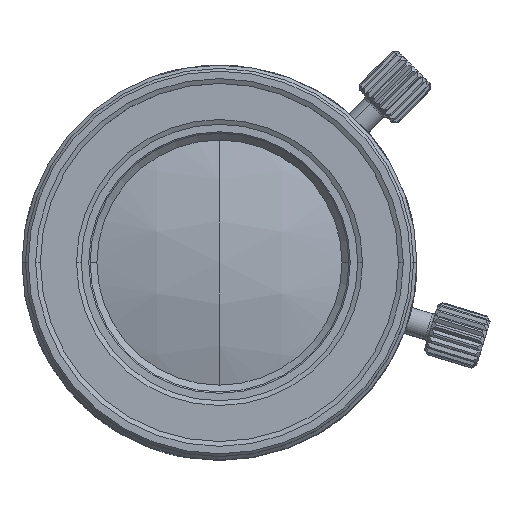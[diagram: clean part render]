
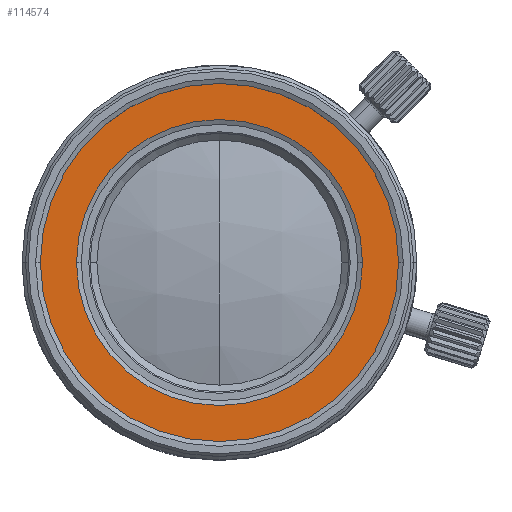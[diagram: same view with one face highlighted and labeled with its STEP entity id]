
A CAD part, top view. The second image highlights one B-rep face of the part: STEP entity #114574.
In plain terms, the highlighted planar face has unit normal (0, 0, 1).
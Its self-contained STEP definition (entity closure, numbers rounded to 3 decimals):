
#865 = DIRECTION ( 'NONE',  ( 1., 0., 0. ) ) ;
#4946 = DIRECTION ( 'NONE',  ( -1., 0., 0. ) ) ;
#6567 = PLANE ( 'NONE',  #89149 ) ;
#8125 = CIRCLE ( 'NONE', #121059, 13.5 ) ;
#12615 = VERTEX_POINT ( 'NONE', #124090 ) ;
#24579 = EDGE_CURVE ( 'NONE', #50667, #35987, #8125, .T. ) ;
#29597 = ORIENTED_EDGE ( 'NONE', *, *, #79643, .F. ) ;
#35987 = VERTEX_POINT ( 'NONE', #85359 ) ;
#36461 = EDGE_LOOP ( 'NONE', ( #29597, #72876 ) ) ;
#42123 = CARTESIAN_POINT ( 'NONE',  ( 10.5, 0., 46.395 ) ) ;
#45255 = DIRECTION ( 'NONE',  ( 0., 0., 1. ) ) ;
#50667 = VERTEX_POINT ( 'NONE', #107761 ) ;
#62582 = DIRECTION ( 'NONE',  ( 0., 0., 1. ) ) ;
#64994 = CIRCLE ( 'NONE', #120033, 13.5 ) ;
#65835 = CARTESIAN_POINT ( 'NONE',  ( 0., 0., 46.395 ) ) ;
#68286 = CARTESIAN_POINT ( 'NONE',  ( 0., 0., 46.395 ) ) ;
#70093 = CARTESIAN_POINT ( 'NONE',  ( 0., 0., 46.395 ) ) ;
#70313 = DIRECTION ( 'NONE',  ( 1., 0., 0. ) ) ;
#72876 = ORIENTED_EDGE ( 'NONE', *, *, #79089, .F. ) ;
#79089 = EDGE_CURVE ( 'NONE', #12615, #109759, #89118, .T. ) ;
#79643 = EDGE_CURVE ( 'NONE', #109759, #12615, #120947, .T. ) ;
#83240 = DIRECTION ( 'NONE',  ( 0., 0., 1. ) ) ;
#83460 = DIRECTION ( 'NONE',  ( 0., 0., 1. ) ) ;
#85359 = CARTESIAN_POINT ( 'NONE',  ( 13.5, 0., 46.395 ) ) ;
#89118 = CIRCLE ( 'NONE', #117980, 10.5 ) ;
#89149 = AXIS2_PLACEMENT_3D ( 'NONE', #94576, #144681, #4946 ) ;
#94576 = CARTESIAN_POINT ( 'NONE',  ( 0., 0., 46.395 ) ) ;
#105299 = FACE_OUTER_BOUND ( 'NONE', #160126, .T. ) ;
#106901 = FACE_BOUND ( 'NONE', #36461, .T. ) ;
#107761 = CARTESIAN_POINT ( 'NONE',  ( -13.5, 0., 46.395 ) ) ;
#109759 = VERTEX_POINT ( 'NONE', #42123 ) ;
#114574 = ADVANCED_FACE ( 'NONE', ( #106901, #105299 ), #6567, .F. ) ;
#117980 = AXIS2_PLACEMENT_3D ( 'NONE', #145923, #83460, #70313 ) ;
#120033 = AXIS2_PLACEMENT_3D ( 'NONE', #65835, #62582, #865 ) ;
#120947 = CIRCLE ( 'NONE', #128421, 10.5 ) ;
#121059 = AXIS2_PLACEMENT_3D ( 'NONE', #70093, #83240, #130152 ) ;
#124090 = CARTESIAN_POINT ( 'NONE',  ( -10.5, 0., 46.395 ) ) ;
#128421 = AXIS2_PLACEMENT_3D ( 'NONE', #68286, #45255, #155452 ) ;
#129694 = ORIENTED_EDGE ( 'NONE', *, *, #24579, .T. ) ;
#130152 = DIRECTION ( 'NONE',  ( 1., 0., 0. ) ) ;
#133798 = ORIENTED_EDGE ( 'NONE', *, *, #138427, .T. ) ;
#138427 = EDGE_CURVE ( 'NONE', #35987, #50667, #64994, .T. ) ;
#144681 = DIRECTION ( 'NONE',  ( 0., 0., -1. ) ) ;
#145923 = CARTESIAN_POINT ( 'NONE',  ( 0., 0., 46.395 ) ) ;
#155452 = DIRECTION ( 'NONE',  ( 1., 0., 0. ) ) ;
#160126 = EDGE_LOOP ( 'NONE', ( #133798, #129694 ) ) ;
